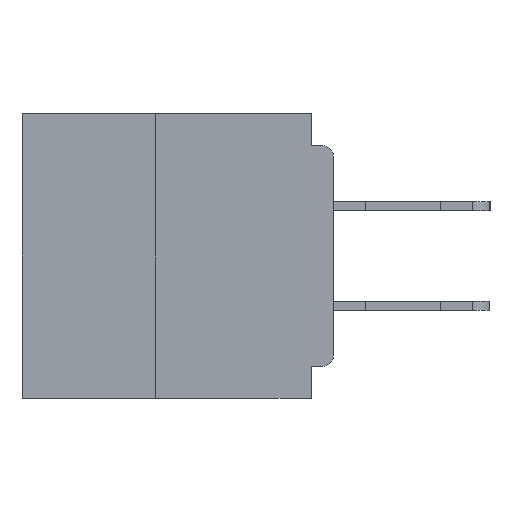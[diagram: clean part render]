
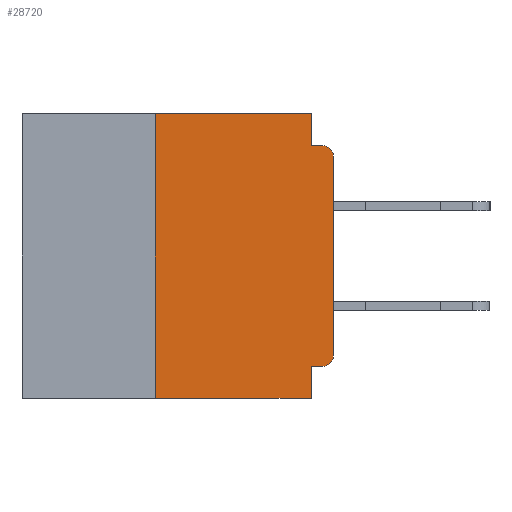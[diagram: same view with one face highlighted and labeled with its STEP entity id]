
A CAD part, left-side view. The second image highlights one B-rep face of the part: STEP entity #28720.
In plain terms, the highlighted planar face has unit normal (-1, 0, 0).
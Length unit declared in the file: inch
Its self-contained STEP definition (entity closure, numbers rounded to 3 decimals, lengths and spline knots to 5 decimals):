
#1 = VECTOR ( 'NONE', #4181, 39.37008 ) ;
#1250 = ORIENTED_EDGE ( 'NONE', *, *, #11716, .T. ) ;
#2046 = VECTOR ( 'NONE', #29023, 39.37008 ) ;
#2140 = CARTESIAN_POINT ( 'NONE',  ( 0., 0.015, -0.34 ) ) ;
#3571 = CIRCLE ( 'NONE', #36453, 0.015 ) ;
#4181 = DIRECTION ( 'NONE',  ( 0., -1., 0. ) ) ;
#4734 = VERTEX_POINT ( 'NONE', #27250 ) ;
#4859 = LINE ( 'NONE', #27982, #31940 ) ;
#4960 = LINE ( 'NONE', #45423, #14850 ) ;
#5014 = VECTOR ( 'NONE', #15890, 39.37008 ) ;
#5794 = CARTESIAN_POINT ( 'NONE',  ( 0., 0.015, -0.355 ) ) ;
#5935 = DIRECTION ( 'NONE',  ( 0., 0., -1. ) ) ;
#6665 = LINE ( 'NONE', #20018, #15346 ) ;
#7307 = ORIENTED_EDGE ( 'NONE', *, *, #14513, .T. ) ;
#8589 = VERTEX_POINT ( 'NONE', #12365 ) ;
#9222 = EDGE_CURVE ( 'NONE', #16911, #34633, #39717, .T. ) ;
#10685 = CARTESIAN_POINT ( 'NONE',  ( 0., 0.437, 0. ) ) ;
#10873 = VERTEX_POINT ( 'NONE', #17720 ) ;
#11069 = CARTESIAN_POINT ( 'NONE',  ( 0., 0.25, -0.4 ) ) ;
#11716 = EDGE_CURVE ( 'NONE', #15628, #34633, #28355, .T. ) ;
#12365 = CARTESIAN_POINT ( 'NONE',  ( 0., 0.031, -0.045 ) ) ;
#13277 = ORIENTED_EDGE ( 'NONE', *, *, #47304, .F. ) ;
#14379 = PLANE ( 'NONE',  #33402 ) ;
#14433 = AXIS2_PLACEMENT_3D ( 'NONE', #18189, #43720, #21846 ) ;
#14513 = EDGE_CURVE ( 'NONE', #28984, #10873, #14907, .T. ) ;
#14850 = VECTOR ( 'NONE', #16186, 39.37008 ) ;
#14907 = LINE ( 'NONE', #34164, #5014 ) ;
#15346 = VECTOR ( 'NONE', #16315, 39.37008 ) ;
#15628 = VERTEX_POINT ( 'NONE', #21783 ) ;
#15890 = DIRECTION ( 'NONE',  ( 0., 0., 1. ) ) ;
#15929 = VERTEX_POINT ( 'NONE', #27709 ) ;
#16186 = DIRECTION ( 'NONE',  ( 0., 1., 0. ) ) ;
#16315 = DIRECTION ( 'NONE',  ( 0., -1., 0. ) ) ;
#16911 = VERTEX_POINT ( 'NONE', #37049 ) ;
#17720 = CARTESIAN_POINT ( 'NONE',  ( 0., 0., -0.06 ) ) ;
#17893 = EDGE_CURVE ( 'NONE', #31711, #28984, #3571, .T. ) ;
#18189 = CARTESIAN_POINT ( 'NONE',  ( 0., 0.015, -0.06 ) ) ;
#18442 = DIRECTION ( 'NONE',  ( 0., 0., 1. ) ) ;
#19085 = EDGE_CURVE ( 'NONE', #15628, #4734, #43660, .T. ) ;
#19519 = CARTESIAN_POINT ( 'NONE',  ( 0., 0.031, -0.4 ) ) ;
#20018 = CARTESIAN_POINT ( 'NONE',  ( 0., 0., -0.045 ) ) ;
#20287 = VECTOR ( 'NONE', #41415, 39.37008 ) ;
#20334 = EDGE_CURVE ( 'NONE', #10873, #15929, #39538, .T. ) ;
#20864 = EDGE_CURVE ( 'NONE', #4734, #39156, #32650, .T. ) ;
#21360 = ORIENTED_EDGE ( 'NONE', *, *, #23997, .F. ) ;
#21619 = ORIENTED_EDGE ( 'NONE', *, *, #20864, .F. ) ;
#21783 = CARTESIAN_POINT ( 'NONE',  ( 0., 0.25, -0.4 ) ) ;
#21846 = DIRECTION ( 'NONE',  ( 0., 0., -1. ) ) ;
#23997 = EDGE_CURVE ( 'NONE', #39156, #8589, #4859, .T. ) ;
#24299 = DIRECTION ( 'NONE',  ( 0., 0., -1. ) ) ;
#25417 = DIRECTION ( 'NONE',  ( 0., 0., -1. ) ) ;
#25850 = CARTESIAN_POINT ( 'NONE',  ( 0., 0.031, 0. ) ) ;
#26284 = CARTESIAN_POINT ( 'NONE',  ( 0., 0.437, -0.4 ) ) ;
#26570 = EDGE_LOOP ( 'NONE', ( #7307, #30017, #13277, #21360, #21619, #33567, #1250, #42742, #44626, #33829 ) ) ;
#26714 = CARTESIAN_POINT ( 'NONE',  ( 0., 0., -0.34 ) ) ;
#27250 = CARTESIAN_POINT ( 'NONE',  ( 0., 0.25, 0. ) ) ;
#27709 = CARTESIAN_POINT ( 'NONE',  ( 0., 0.015, -0.045 ) ) ;
#27982 = CARTESIAN_POINT ( 'NONE',  ( 0., 0.031, 0. ) ) ;
#27997 = DIRECTION ( 'NONE',  ( -1., 0., 0. ) ) ;
#28355 = LINE ( 'NONE', #26284, #1 ) ;
#28720 = ADVANCED_FACE ( 'NONE', ( #36924 ), #14379, .F. ) ;
#28984 = VERTEX_POINT ( 'NONE', #26714 ) ;
#29023 = DIRECTION ( 'NONE',  ( 0., -1., 0. ) ) ;
#30017 = ORIENTED_EDGE ( 'NONE', *, *, #20334, .T. ) ;
#31711 = VERTEX_POINT ( 'NONE', #5794 ) ;
#31940 = VECTOR ( 'NONE', #24299, 39.37008 ) ;
#32650 = LINE ( 'NONE', #43676, #2046 ) ;
#33402 = AXIS2_PLACEMENT_3D ( 'NONE', #10685, #47333, #25417 ) ;
#33567 = ORIENTED_EDGE ( 'NONE', *, *, #19085, .F. ) ;
#33829 = ORIENTED_EDGE ( 'NONE', *, *, #17893, .T. ) ;
#34010 = VECTOR ( 'NONE', #18442, 39.37008 ) ;
#34164 = CARTESIAN_POINT ( 'NONE',  ( 0., 0., 0. ) ) ;
#34633 = VERTEX_POINT ( 'NONE', #46591 ) ;
#35047 = EDGE_CURVE ( 'NONE', #31711, #16911, #4960, .T. ) ;
#36453 = AXIS2_PLACEMENT_3D ( 'NONE', #2140, #27997, #5935 ) ;
#36924 = FACE_OUTER_BOUND ( 'NONE', #26570, .T. ) ;
#37049 = CARTESIAN_POINT ( 'NONE',  ( 0., 0.031, -0.355 ) ) ;
#39156 = VERTEX_POINT ( 'NONE', #25850 ) ;
#39538 = CIRCLE ( 'NONE', #14433, 0.015 ) ;
#39717 = LINE ( 'NONE', #19519, #20287 ) ;
#41415 = DIRECTION ( 'NONE',  ( 0., 0., -1. ) ) ;
#42742 = ORIENTED_EDGE ( 'NONE', *, *, #9222, .F. ) ;
#43660 = LINE ( 'NONE', #11069, #34010 ) ;
#43676 = CARTESIAN_POINT ( 'NONE',  ( 0., 0.437, 0. ) ) ;
#43720 = DIRECTION ( 'NONE',  ( -1., 0., 0. ) ) ;
#44626 = ORIENTED_EDGE ( 'NONE', *, *, #35047, .F. ) ;
#45423 = CARTESIAN_POINT ( 'NONE',  ( 0., 0., -0.355 ) ) ;
#46591 = CARTESIAN_POINT ( 'NONE',  ( 0., 0.031, -0.4 ) ) ;
#47304 = EDGE_CURVE ( 'NONE', #8589, #15929, #6665, .T. ) ;
#47333 = DIRECTION ( 'NONE',  ( 1., 0., 0. ) ) ;
